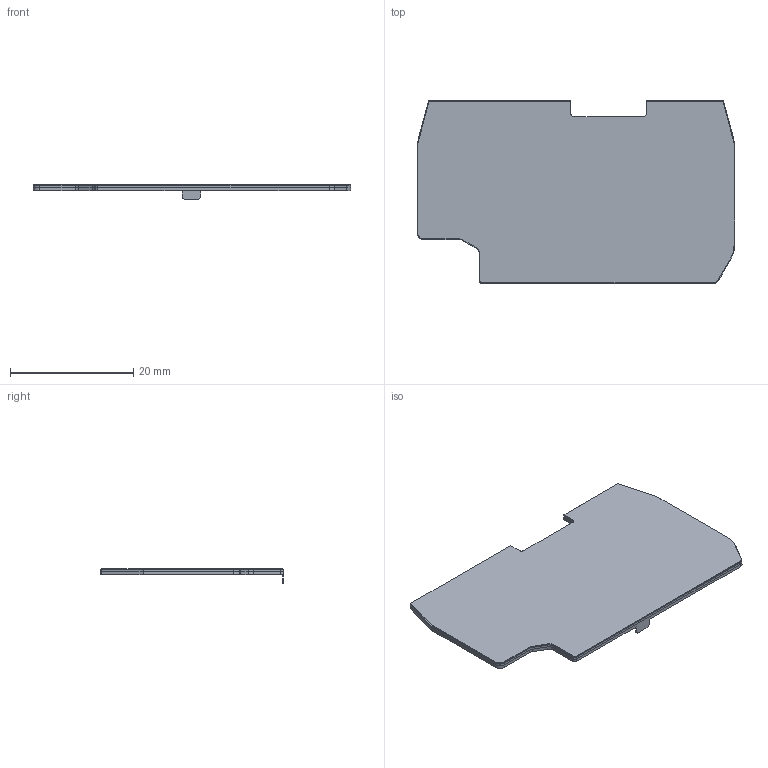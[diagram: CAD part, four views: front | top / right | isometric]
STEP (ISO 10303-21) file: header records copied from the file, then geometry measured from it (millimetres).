
FILE_DESCRIPTION (( 'STEP AP203' ), '1' );
FILE_NAME ('KN-PEC25-16-25.step', '2025-04-29T14:28:33', ( '' ), ( '' ), 'SwSTEP 2.0', 'SolidWorks 2024', '' );
FILE_SCHEMA (( 'CONFIG_CONTROL_DESIGN' ));
Length unit declared in the file: millimetre
Products named in the file (1): KN-PEC25-16-25
Bounding box: 51.43 x 29.61 x 2.4 mm (x, y, z)
Volume: 1400.4 mm3; surface area: 5776.1 mm2
Topology: 2 solids, 2 shells, 86 faces, 246 edges, 164 vertices
Faces by surface type: plane 50, cylinder 36
Entity records: 2897 total; most frequent: CARTESIAN_POINT 497, DIRECTION 492, ORIENTED_EDGE 492, EDGE_CURVE 246, LINE 174, VECTOR 174, VERTEX_POINT 164, AXIS2_PLACEMENT_3D 159
